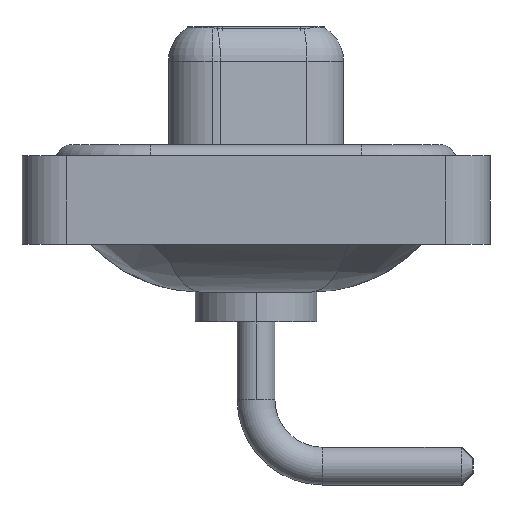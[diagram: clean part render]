
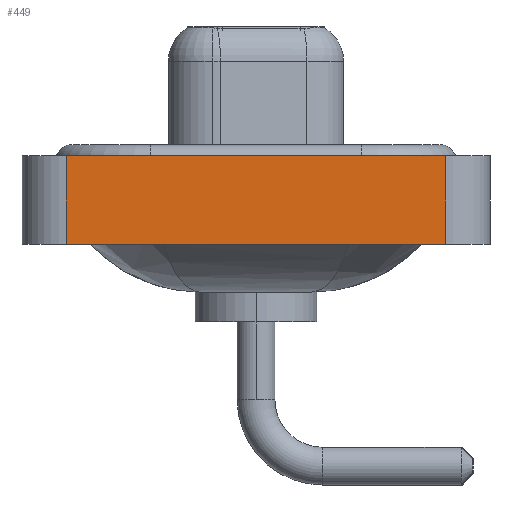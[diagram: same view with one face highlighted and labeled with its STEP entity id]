
A CAD part, left-side view. The second image highlights one B-rep face of the part: STEP entity #449.
In plain terms, the highlighted planar face has unit normal (-1, 0, 0).
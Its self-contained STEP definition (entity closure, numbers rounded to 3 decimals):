
#155 = ORIENTED_EDGE ( 'NONE', *, *, #7954, .T. ) ;
#422 = EDGE_LOOP ( 'NONE', ( #1846, #11626, #8282, #155 ) ) ;
#449 = ADVANCED_FACE ( 'NONE', ( #16236 ), #6322, .T. ) ;
#1175 = LINE ( 'NONE', #13912, #14969 ) ;
#1498 = LINE ( 'NONE', #10370, #2030 ) ;
#1846 = ORIENTED_EDGE ( 'NONE', *, *, #8064, .T. ) ;
#1918 = DIRECTION ( 'NONE',  ( -1., 0., 0. ) ) ;
#2030 = VECTOR ( 'NONE', #14398, 1000. ) ;
#2307 = CARTESIAN_POINT ( 'NONE',  ( -7.25, -8.55, -3.6 ) ) ;
#2760 = CARTESIAN_POINT ( 'NONE',  ( -7.25, -8.55, -3.6 ) ) ;
#3375 = VERTEX_POINT ( 'NONE', #9445 ) ;
#4789 = LINE ( 'NONE', #13762, #7324 ) ;
#5893 = LINE ( 'NONE', #12541, #16032 ) ;
#6292 = DIRECTION ( 'NONE',  ( 0., 0., 1. ) ) ;
#6322 = PLANE ( 'NONE',  #13988 ) ;
#6685 = CARTESIAN_POINT ( 'NONE',  ( -7.25, -8.55, 0.4 ) ) ;
#7324 = VECTOR ( 'NONE', #12387, 1000. ) ;
#7533 = EDGE_CURVE ( 'NONE', #14504, #3375, #4789, .T. ) ;
#7954 = EDGE_CURVE ( 'NONE', #14504, #8752, #5893, .T. ) ;
#8064 = EDGE_CURVE ( 'NONE', #8752, #10898, #1175, .T. ) ;
#8282 = ORIENTED_EDGE ( 'NONE', *, *, #7533, .F. ) ;
#8505 = DIRECTION ( 'NONE',  ( 0., -1., 0. ) ) ;
#8752 = VERTEX_POINT ( 'NONE', #2760 ) ;
#9445 = CARTESIAN_POINT ( 'NONE',  ( -7.25, 8.55, 0.4 ) ) ;
#9592 = CARTESIAN_POINT ( 'NONE',  ( -7.25, 8.55, -3.6 ) ) ;
#10370 = CARTESIAN_POINT ( 'NONE',  ( -7.25, -8.55, 0.4 ) ) ;
#10898 = VERTEX_POINT ( 'NONE', #6685 ) ;
#11626 = ORIENTED_EDGE ( 'NONE', *, *, #16280, .F. ) ;
#12387 = DIRECTION ( 'NONE',  ( 0., 0., 1. ) ) ;
#12541 = CARTESIAN_POINT ( 'NONE',  ( -7.25, -8.55, -3.6 ) ) ;
#13762 = CARTESIAN_POINT ( 'NONE',  ( -7.25, 8.55, -3.6 ) ) ;
#13912 = CARTESIAN_POINT ( 'NONE',  ( -7.25, -8.55, -3.6 ) ) ;
#13988 = AXIS2_PLACEMENT_3D ( 'NONE', #2307, #1918, #16613 ) ;
#14398 = DIRECTION ( 'NONE',  ( 0., -1., 0. ) ) ;
#14504 = VERTEX_POINT ( 'NONE', #9592 ) ;
#14969 = VECTOR ( 'NONE', #6292, 1000. ) ;
#16032 = VECTOR ( 'NONE', #8505, 1000. ) ;
#16236 = FACE_OUTER_BOUND ( 'NONE', #422, .T. ) ;
#16280 = EDGE_CURVE ( 'NONE', #3375, #10898, #1498, .T. ) ;
#16613 = DIRECTION ( 'NONE',  ( 0., 0., 1. ) ) ;
